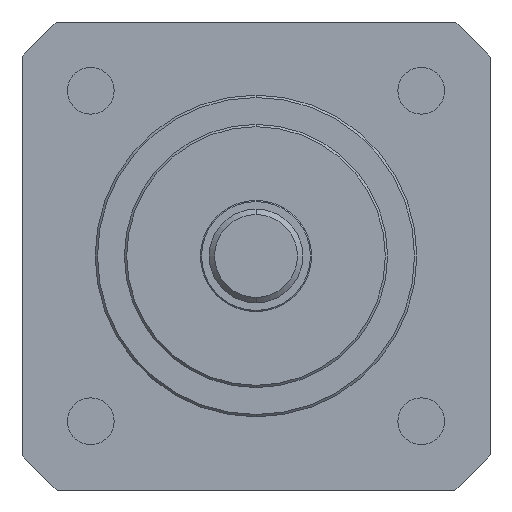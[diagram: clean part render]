
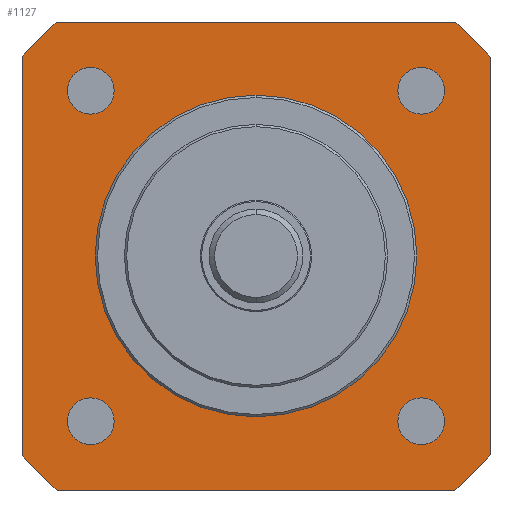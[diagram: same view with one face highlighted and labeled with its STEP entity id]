
A CAD part, front view. The second image highlights one B-rep face of the part: STEP entity #1127.
In plain terms, the highlighted planar face has unit normal (0, -1, 0).
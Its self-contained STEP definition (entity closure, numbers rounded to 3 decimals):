
#808=VERTEX_POINT('',#2356);
#823=EDGE_CURVE('',#1888,#1003,#2372,.T.);
#1003=VERTEX_POINT('',#2577);
#1098=EDGE_CURVE('',#1124,#1594,#2680,.T.);
#1118=EDGE_CURVE('',#1720,#2018,#2700,.T.);
#1124=VERTEX_POINT('',#2707);
#1127=ADVANCED_FACE('1[1]',(#2710,#2711,#2712,#2713,#2714,#2715),#2716,.T.);
#1159=VERTEX_POINT('',#2750);
#1250=VERTEX_POINT('',#2853);
#1318=EDGE_CURVE('',#1894,#1627,#2930,.T.);
#1335=EDGE_CURVE('',#1366,#1159,#2948,.T.);
#1356=EDGE_CURVE('',#1472,#1998,#2970,.T.);
#1366=VERTEX_POINT('',#2983);
#1414=EDGE_CURVE('',#1250,#1423,#3037,.T.);
#1423=VERTEX_POINT('',#3048);
#1472=VERTEX_POINT('',#3102);
#1479=VERTEX_POINT('',#3110);
#1481=VERTEX_POINT('',#3112);
#1592=EDGE_CURVE('',#1003,#1479,#3234,.T.);
#1594=VERTEX_POINT('',#3236);
#1627=VERTEX_POINT('',#3270);
#1645=EDGE_CURVE('',#808,#1250,#3290,.T.);
#1696=EDGE_CURVE('',#1159,#1366,#3345,.T.);
#1720=VERTEX_POINT('',#3373);
#1884=EDGE_CURVE('',#1594,#1124,#3553,.T.);
#1888=VERTEX_POINT('',#3557);
#1894=VERTEX_POINT('',#3563);
#1911=EDGE_CURVE('',#1627,#1894,#3585,.T.);
#1921=EDGE_CURVE('',#1481,#2112,#3596,.T.);
#1998=VERTEX_POINT('',#3689);
#2018=VERTEX_POINT('',#3711);
#2029=EDGE_CURVE('',#1423,#1720,#3723,.T.);
#2061=EDGE_CURVE('',#2112,#1481,#3757,.T.);
#2079=EDGE_CURVE('',#1479,#808,#3775,.T.);
#2112=VERTEX_POINT('',#3810);
#2234=EDGE_CURVE('',#1998,#1472,#3943,.T.);
#2245=EDGE_CURVE('',#2018,#1888,#3956,.T.);
#2356=CARTESIAN_POINT('',(325.093,-32.0,295.059));
#2372=CIRCLE('',#4111,52.5);
#2577=CARTESIAN_POINT('',(399.097,-32.0,301.056));
#2680=CIRCLE('',#4523,4.0);
#2700=CIRCLE('',#4551,52.5);
#2707=CARTESIAN_POINT('',(340.843,-32.0,289.306));
#2710=FACE_BOUND('',#4564,.T.);
#2711=FACE_BOUND('',#4565,.T.);
#2712=FACE_BOUND('',#4566,.T.);
#2713=FACE_BOUND('',#4567,.T.);
#2714=FACE_BOUND('',#4568,.T.);
#2715=FACE_OUTER_BOUND('',#4569,.T.);
#2716=PLANE('',#4570);
#2750=CARTESIAN_POINT('',(397.343,-32.0,232.806));
#2853=CARTESIAN_POINT('',(325.093,-32.0,227.052));
#2930=CIRCLE('',#4857,27.5);
#2948=CIRCLE('',#4879,4.0);
#2970=CIRCLE('',#4910,4.0);
#2983=CARTESIAN_POINT('',(389.343,-32.0,232.806));
#3037=CIRCLE('',#4994,52.5);
#3048=CARTESIAN_POINT('',(331.09,-32.0,221.056));
#3102=CARTESIAN_POINT('',(389.343,-32.0,289.306));
#3110=CARTESIAN_POINT('',(331.09,-32.0,301.056));
#3112=CARTESIAN_POINT('',(332.843,-32.0,232.806));
#3234=LINE('',#5262,#5263);
#3236=CARTESIAN_POINT('',(332.843,-32.0,289.306));
#3270=CARTESIAN_POINT('',(365.093,-32.0,233.556));
#3290=LINE('',#5338,#5339);
#3345=CIRCLE('',#5412,4.0);
#3373=CARTESIAN_POINT('',(399.097,-32.0,221.056));
#3553=CIRCLE('',#5708,4.0);
#3557=CARTESIAN_POINT('',(405.093,-32.0,295.059));
#3563=CARTESIAN_POINT('',(365.093,-32.0,288.556));
#3585=CIRCLE('',#5752,27.5);
#3596=CIRCLE('',#5768,4.0);
#3689=CARTESIAN_POINT('',(397.343,-32.0,289.306));
#3711=CARTESIAN_POINT('',(405.093,-32.0,227.052));
#3723=LINE('',#5932,#5933);
#3757=CIRCLE('',#5981,4.0);
#3775=CIRCLE('',#6011,52.5);
#3810=CARTESIAN_POINT('',(340.843,-32.0,232.806));
#3943=CIRCLE('',#6241,4.0);
#3956=LINE('',#6258,#6259);
#4111=AXIS2_PLACEMENT_3D('',#6429,#6430,#6431);
#4523=AXIS2_PLACEMENT_3D('',#6759,#6760,#6761);
#4551=AXIS2_PLACEMENT_3D('',#6778,#6779,#6780);
#4564=EDGE_LOOP('',(#6791,#6792));
#4565=EDGE_LOOP('',(#6793,#6794));
#4566=EDGE_LOOP('',(#6795,#6796));
#4567=EDGE_LOOP('',(#6797,#6798));
#4568=EDGE_LOOP('',(#6799,#6800));
#4569=EDGE_LOOP('',(#6801,#6802,#6803,#6804,#6805,#6806,#6807,#6808));
#4570=AXIS2_PLACEMENT_3D('',#6809,#6810,#6811);
#4857=AXIS2_PLACEMENT_3D('',#7035,#7036,#7037);
#4879=AXIS2_PLACEMENT_3D('',#7047,#7048,#7049);
#4910=AXIS2_PLACEMENT_3D('',#7074,#7075,#7076);
#4994=AXIS2_PLACEMENT_3D('',#7157,#7158,#7159);
#5262=CARTESIAN_POINT('',(365.093,-32.0,301.056));
#5263=VECTOR('',#7388,1.0);
#5338=CARTESIAN_POINT('',(325.093,-32.0,261.056));
#5339=VECTOR('',#7443,1.0);
#5412=AXIS2_PLACEMENT_3D('',#7494,#7495,#7496);
#5708=AXIS2_PLACEMENT_3D('',#7720,#7721,#7722);
#5752=AXIS2_PLACEMENT_3D('',#7756,#7757,#7758);
#5768=AXIS2_PLACEMENT_3D('',#7774,#7775,#7776);
#5932=CARTESIAN_POINT('',(365.093,-32.0,221.056));
#5933=VECTOR('',#7964,1.0);
#5981=AXIS2_PLACEMENT_3D('',#7992,#7993,#7994);
#6011=AXIS2_PLACEMENT_3D('',#8003,#8004,#8005);
#6241=AXIS2_PLACEMENT_3D('',#8189,#8190,#8191);
#6258=CARTESIAN_POINT('',(405.093,-32.0,261.056));
#6259=VECTOR('',#8209,1.0);
#6429=CARTESIAN_POINT('',(365.093,-32.0,261.056));
#6430=DIRECTION('',(0.0,-1.0,0.0));
#6431=DIRECTION('',(1.0,0.0,0.0));
#6759=CARTESIAN_POINT('',(336.843,-32.0,289.306));
#6760=DIRECTION('',(0.0,1.0,0.0));
#6761=DIRECTION('',(1.0,0.0,0.0));
#6778=CARTESIAN_POINT('',(365.093,-32.0,261.056));
#6779=DIRECTION('',(0.0,-1.0,0.0));
#6780=DIRECTION('',(1.0,0.0,0.0));
#6791=ORIENTED_EDGE('',*,*,#1911,.T.);
#6792=ORIENTED_EDGE('',*,*,#1318,.T.);
#6793=ORIENTED_EDGE('',*,*,#1335,.T.);
#6794=ORIENTED_EDGE('',*,*,#1696,.T.);
#6795=ORIENTED_EDGE('',*,*,#1356,.T.);
#6796=ORIENTED_EDGE('',*,*,#2234,.T.);
#6797=ORIENTED_EDGE('',*,*,#1921,.T.);
#6798=ORIENTED_EDGE('',*,*,#2061,.T.);
#6799=ORIENTED_EDGE('',*,*,#1884,.T.);
#6800=ORIENTED_EDGE('',*,*,#1098,.T.);
#6801=ORIENTED_EDGE('',*,*,#2079,.T.);
#6802=ORIENTED_EDGE('',*,*,#1645,.T.);
#6803=ORIENTED_EDGE('',*,*,#1414,.T.);
#6804=ORIENTED_EDGE('',*,*,#2029,.T.);
#6805=ORIENTED_EDGE('',*,*,#1118,.T.);
#6806=ORIENTED_EDGE('',*,*,#2245,.T.);
#6807=ORIENTED_EDGE('',*,*,#823,.T.);
#6808=ORIENTED_EDGE('',*,*,#1592,.T.);
#6809=CARTESIAN_POINT('',(365.093,-32.0,261.056));
#6810=DIRECTION('',(0.0,-1.0,0.0));
#6811=DIRECTION('',(0.0,0.0,-1.0));
#7035=CARTESIAN_POINT('',(365.093,-32.0,261.056));
#7036=DIRECTION('',(0.0,1.0,0.0));
#7037=DIRECTION('',(0.0,0.0,1.0));
#7047=CARTESIAN_POINT('',(393.343,-32.0,232.806));
#7048=DIRECTION('',(0.0,1.0,0.0));
#7049=DIRECTION('',(1.0,0.0,0.0));
#7074=CARTESIAN_POINT('',(393.343,-32.0,289.306));
#7075=DIRECTION('',(0.0,1.0,0.0));
#7076=DIRECTION('',(1.0,0.0,0.0));
#7157=CARTESIAN_POINT('',(365.093,-32.0,261.056));
#7158=DIRECTION('',(0.0,-1.0,0.0));
#7159=DIRECTION('',(1.0,0.0,0.0));
#7388=DIRECTION('',(-1.0,0.0,0.0));
#7443=DIRECTION('',(0.0,0.0,-1.0));
#7494=CARTESIAN_POINT('',(393.343,-32.0,232.806));
#7495=DIRECTION('',(0.0,1.0,0.0));
#7496=DIRECTION('',(1.0,0.0,0.0));
#7720=CARTESIAN_POINT('',(336.843,-32.0,289.306));
#7721=DIRECTION('',(0.0,1.0,0.0));
#7722=DIRECTION('',(1.0,0.0,0.0));
#7756=CARTESIAN_POINT('',(365.093,-32.0,261.056));
#7757=DIRECTION('',(0.0,1.0,0.0));
#7758=DIRECTION('',(0.0,0.0,1.0));
#7774=CARTESIAN_POINT('',(336.843,-32.0,232.806));
#7775=DIRECTION('',(0.0,1.0,0.0));
#7776=DIRECTION('',(1.0,0.0,0.0));
#7964=DIRECTION('',(1.0,0.0,0.0));
#7992=CARTESIAN_POINT('',(336.843,-32.0,232.806));
#7993=DIRECTION('',(0.0,1.0,0.0));
#7994=DIRECTION('',(1.0,0.0,0.0));
#8003=CARTESIAN_POINT('',(365.093,-32.0,261.056));
#8004=DIRECTION('',(0.0,-1.0,0.0));
#8005=DIRECTION('',(1.0,0.0,0.0));
#8189=CARTESIAN_POINT('',(393.343,-32.0,289.306));
#8190=DIRECTION('',(0.0,1.0,0.0));
#8191=DIRECTION('',(1.0,0.0,0.0));
#8209=DIRECTION('',(0.0,0.0,1.0));
